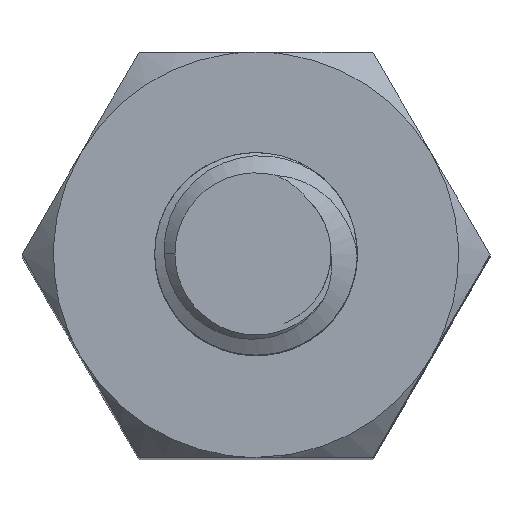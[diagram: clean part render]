
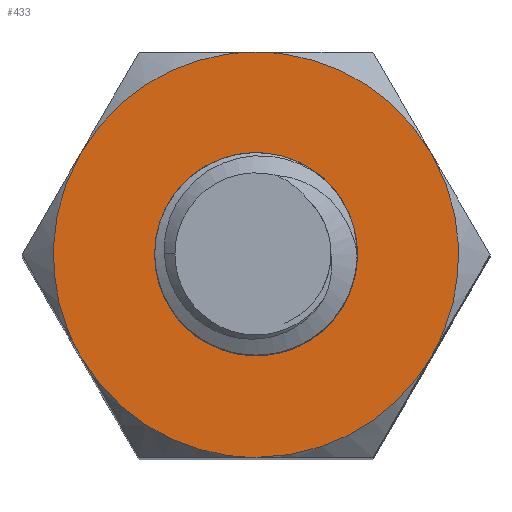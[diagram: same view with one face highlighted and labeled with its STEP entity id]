
A CAD part, top view. The second image highlights one B-rep face of the part: STEP entity #433.
In plain terms, the highlighted planar face has unit normal (0, 0, 1).
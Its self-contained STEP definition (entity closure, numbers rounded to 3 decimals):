
#12=FACE_BOUND('',#729,.T.);
#21=(
BOUNDED_CURVE()
B_SPLINE_CURVE(2,(#9132,#9133,#9134),.UNSPECIFIED.,.F.,.F.)
B_SPLINE_CURVE_WITH_KNOTS((3,3),(0.,2.094),.UNSPECIFIED.)
CURVE()
GEOMETRIC_REPRESENTATION_ITEM()
RATIONAL_B_SPLINE_CURVE((1.,0.866,1.))
REPRESENTATION_ITEM('')
);
#22=(
BOUNDED_CURVE()
B_SPLINE_CURVE(2,(#9163,#9164,#9165,#9166,#9167,#9168,#9169,#9170,#9171),
 .UNSPECIFIED.,.T.,.F.)
B_SPLINE_CURVE_WITH_KNOTS((3,2,2,2,3),(-5.341,-4.006,
-2.67,-1.335,0.),.UNSPECIFIED.)
CURVE()
GEOMETRIC_REPRESENTATION_ITEM()
RATIONAL_B_SPLINE_CURVE((1.,0.707,1.,0.707,1.,0.707,
1.,0.707,1.))
REPRESENTATION_ITEM('')
);
#32=(
BOUNDED_CURVE()
B_SPLINE_CURVE(2,(#9299,#9300,#9301),.UNSPECIFIED.,.F.,.F.)
B_SPLINE_CURVE_WITH_KNOTS((3,3),(-2.094,0.),.UNSPECIFIED.)
CURVE()
GEOMETRIC_REPRESENTATION_ITEM()
RATIONAL_B_SPLINE_CURVE((1.,0.866,1.))
REPRESENTATION_ITEM('')
);
#33=(
BOUNDED_CURVE()
B_SPLINE_CURVE(2,(#9302,#9303,#9304),.UNSPECIFIED.,.F.,.F.)
B_SPLINE_CURVE_WITH_KNOTS((3,3),(0.,2.094),.UNSPECIFIED.)
CURVE()
GEOMETRIC_REPRESENTATION_ITEM()
RATIONAL_B_SPLINE_CURVE((1.,0.866,1.))
REPRESENTATION_ITEM('')
);
#34=(
BOUNDED_CURVE()
B_SPLINE_CURVE(2,(#9305,#9306,#9307),.UNSPECIFIED.,.F.,.F.)
B_SPLINE_CURVE_WITH_KNOTS((3,3),(-2.094,0.),.UNSPECIFIED.)
CURVE()
GEOMETRIC_REPRESENTATION_ITEM()
RATIONAL_B_SPLINE_CURVE((1.,0.866,1.))
REPRESENTATION_ITEM('')
);
#35=(
BOUNDED_CURVE()
B_SPLINE_CURVE(2,(#9308,#9309,#9310),.UNSPECIFIED.,.F.,.F.)
B_SPLINE_CURVE_WITH_KNOTS((3,3),(-2.094,0.),.UNSPECIFIED.)
CURVE()
GEOMETRIC_REPRESENTATION_ITEM()
RATIONAL_B_SPLINE_CURVE((1.,0.866,1.))
REPRESENTATION_ITEM('')
);
#36=(
BOUNDED_CURVE()
B_SPLINE_CURVE(2,(#9311,#9312,#9313),.UNSPECIFIED.,.F.,.F.)
B_SPLINE_CURVE_WITH_KNOTS((3,3),(-2.094,0.),.UNSPECIFIED.)
CURVE()
GEOMETRIC_REPRESENTATION_ITEM()
RATIONAL_B_SPLINE_CURVE((1.,0.866,1.))
REPRESENTATION_ITEM('')
);
#433=ADVANCED_FACE('',(#580,#12),#2609,.T.);
#580=FACE_OUTER_BOUND('',#728,.T.);
#728=EDGE_LOOP('',(#930,#931,#932,#933,#934,#935));
#729=EDGE_LOOP('',(#936));
#930=ORIENTED_EDGE('',*,*,#1754,.T.);
#931=ORIENTED_EDGE('',*,*,#1755,.T.);
#932=ORIENTED_EDGE('',*,*,#1725,.F.);
#933=ORIENTED_EDGE('',*,*,#1751,.T.);
#934=ORIENTED_EDGE('',*,*,#1752,.F.);
#935=ORIENTED_EDGE('',*,*,#1753,.T.);
#936=ORIENTED_EDGE('',*,*,#1730,.T.);
#1725=EDGE_CURVE('',#2346,#2344,#21,.T.);
#1730=EDGE_CURVE('',#2351,#2351,#22,.T.);
#1751=EDGE_CURVE('',#2346,#2356,#32,.T.);
#1752=EDGE_CURVE('',#2347,#2356,#33,.T.);
#1753=EDGE_CURVE('',#2347,#2359,#34,.T.);
#1754=EDGE_CURVE('',#2359,#2358,#35,.T.);
#1755=EDGE_CURVE('',#2358,#2344,#36,.T.);
#2344=VERTEX_POINT('',#8823);
#2346=VERTEX_POINT('',#8825);
#2347=VERTEX_POINT('',#8826);
#2351=VERTEX_POINT('',#8830);
#2356=VERTEX_POINT('',#8835);
#2358=VERTEX_POINT('',#8837);
#2359=VERTEX_POINT('',#8838);
#2609=PLANE('',#2640);
#2640=AXIS2_PLACEMENT_3D('',#3110,#2654,$);
#2654=DIRECTION('',(0.,0.,1.));
#3110=CARTESIAN_POINT('',(-2.783,87.588,14.));
#8823=CARTESIAN_POINT('',(1.732,89.,14.));
#8825=CARTESIAN_POINT('',(1.732,91.,14.));
#8826=CARTESIAN_POINT('',(-1.732,91.,14.));
#8830=CARTESIAN_POINT('',(0.85,90.,14.));
#8835=CARTESIAN_POINT('',(0.,92.,14.));
#8837=CARTESIAN_POINT('',(0.,88.,14.));
#8838=CARTESIAN_POINT('',(-1.732,89.,14.));
#9132=CARTESIAN_POINT('',(1.732,91.,14.));
#9133=CARTESIAN_POINT('',(2.309,90.,14.));
#9134=CARTESIAN_POINT('',(1.732,89.,14.));
#9163=CARTESIAN_POINT('',(0.85,90.,14.));
#9164=CARTESIAN_POINT('',(0.85,89.15,14.));
#9165=CARTESIAN_POINT('',(0.,89.15,14.));
#9166=CARTESIAN_POINT('',(-0.85,89.15,14.));
#9167=CARTESIAN_POINT('',(-0.85,90.,14.));
#9168=CARTESIAN_POINT('',(-0.85,90.85,14.));
#9169=CARTESIAN_POINT('',(0.,90.85,14.));
#9170=CARTESIAN_POINT('',(0.85,90.85,14.));
#9171=CARTESIAN_POINT('',(0.85,90.,14.));
#9299=CARTESIAN_POINT('',(1.732,91.,14.));
#9300=CARTESIAN_POINT('',(1.155,92.,14.));
#9301=CARTESIAN_POINT('',(0.,92.,14.));
#9302=CARTESIAN_POINT('',(-1.732,91.,14.));
#9303=CARTESIAN_POINT('',(-1.155,92.,14.));
#9304=CARTESIAN_POINT('',(0.,92.,14.));
#9305=CARTESIAN_POINT('',(-1.732,91.,14.));
#9306=CARTESIAN_POINT('',(-2.309,90.,14.));
#9307=CARTESIAN_POINT('',(-1.732,89.,14.));
#9308=CARTESIAN_POINT('',(-1.732,89.,14.));
#9309=CARTESIAN_POINT('',(-1.155,88.,14.));
#9310=CARTESIAN_POINT('',(0.,88.,14.));
#9311=CARTESIAN_POINT('',(0.,88.,14.));
#9312=CARTESIAN_POINT('',(1.155,88.,14.));
#9313=CARTESIAN_POINT('',(1.732,89.,14.));
